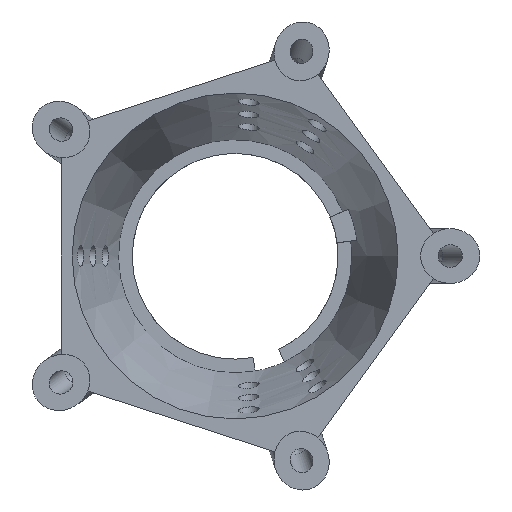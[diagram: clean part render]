
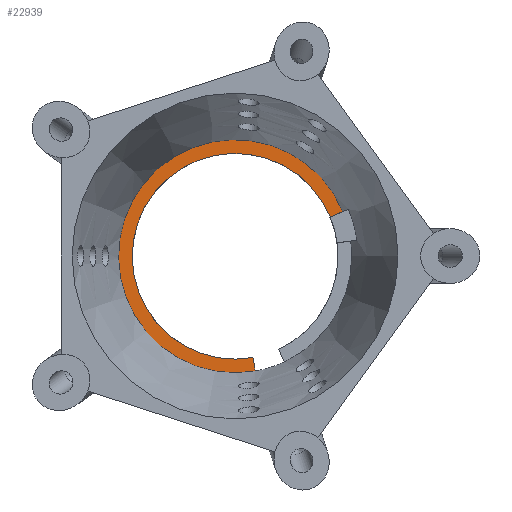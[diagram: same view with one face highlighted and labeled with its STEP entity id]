
A CAD part, top view. The second image highlights one B-rep face of the part: STEP entity #22939.
In plain terms, the highlighted planar face has unit normal (0, 0, 1).
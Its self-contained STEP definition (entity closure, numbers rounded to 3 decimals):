
#192 = PLANE('',#193);
#193 = AXIS2_PLACEMENT_3D('',#194,#195,#196);
#194 = CARTESIAN_POINT('',(2.952,-16.742,0.));
#195 = DIRECTION('',(-0.985,-0.174,0.));
#196 = DIRECTION('',(-0.174,0.985,0.));
#225 = CYLINDRICAL_SURFACE('',#226,15.);
#226 = AXIS2_PLACEMENT_3D('',#227,#228,#229);
#227 = CARTESIAN_POINT('',(0.,0.,0.));
#228 = DIRECTION('',(0.,0.,-1.));
#229 = DIRECTION('',(1.,0.,0.));
#16141 = VERTEX_POINT('',#16142);
#16142 = CARTESIAN_POINT('',(2.952,-16.742,2.5));
#16163 = EDGE_CURVE('',#16164,#16141,#16166,.T.);
#16164 = VERTEX_POINT('',#16165);
#16165 = CARTESIAN_POINT('',(2.605,-14.772,2.5));
#16166 = SURFACE_CURVE('',#16167,(#16171,#16177),.PCURVE_S1.);
#16167 = LINE('',#16168,#16169);
#16168 = CARTESIAN_POINT('',(1.476,-8.371,2.5));
#16169 = VECTOR('',#16170,1.);
#16170 = DIRECTION('',(0.174,-0.985,0.));
#16171 = PCURVE('',#192,#16172);
#16172 = DEFINITIONAL_REPRESENTATION('',(#16173),#16176);
#16173 = B_SPLINE_CURVE_WITH_KNOTS('',1,(#16174,#16175),.UNSPECIFIED.,
  .F.,.F.,(2,2),(6.3,8.7),.PIECEWISE_BEZIER_KNOTS.);
#16174 = CARTESIAN_POINT('',(2.2,-2.5));
#16175 = CARTESIAN_POINT('',(-0.2,-2.5));
#16176 = ( GEOMETRIC_REPRESENTATION_CONTEXT(2) 
PARAMETRIC_REPRESENTATION_CONTEXT() REPRESENTATION_CONTEXT('2D SPACE',''
  ) );
#16177 = PCURVE('',#16178,#16183);
#16178 = PLANE('',#16179);
#16179 = AXIS2_PLACEMENT_3D('',#16180,#16181,#16182);
#16180 = CARTESIAN_POINT('',(0.,0.,2.5));
#16181 = DIRECTION('',(0.,0.,1.));
#16182 = DIRECTION('',(1.,0.,0.));
#16183 = DEFINITIONAL_REPRESENTATION('',(#16184),#16187);
#16184 = B_SPLINE_CURVE_WITH_KNOTS('',1,(#16185,#16186),.UNSPECIFIED.,
  .F.,.F.,(2,2),(6.3,8.7),.PIECEWISE_BEZIER_KNOTS.);
#16185 = CARTESIAN_POINT('',(2.57,-14.575));
#16186 = CARTESIAN_POINT('',(2.987,-16.939));
#16187 = ( GEOMETRIC_REPRESENTATION_CONTEXT(2) 
PARAMETRIC_REPRESENTATION_CONTEXT() REPRESENTATION_CONTEXT('2D SPACE',''
  ) );
#16252 = CONICAL_SURFACE('',#16253,17.,0.291);
#16253 = AXIS2_PLACEMENT_3D('',#16254,#16255,#16256);
#16254 = CARTESIAN_POINT('',(0.,0.,2.5));
#16255 = DIRECTION('',(0.,0.,1.));
#16256 = DIRECTION('',(1.,0.,0.));
#16322 = EDGE_CURVE('',#16164,#16323,#16325,.T.);
#16323 = VERTEX_POINT('',#16324);
#16324 = CARTESIAN_POINT('',(13.858,5.74,2.5));
#16325 = SURFACE_CURVE('',#16326,(#16331,#16338),.PCURVE_S1.);
#16326 = CIRCLE('',#16327,15.);
#16327 = AXIS2_PLACEMENT_3D('',#16328,#16329,#16330);
#16328 = CARTESIAN_POINT('',(0.,0.,2.5));
#16329 = DIRECTION('',(0.,0.,-1.));
#16330 = DIRECTION('',(1.,0.,0.));
#16331 = PCURVE('',#225,#16332);
#16332 = DEFINITIONAL_REPRESENTATION('',(#16333),#16337);
#16333 = LINE('',#16334,#16335);
#16334 = CARTESIAN_POINT('',(0.,-2.5));
#16335 = VECTOR('',#16336,1.);
#16336 = DIRECTION('',(1.,0.));
#16337 = ( GEOMETRIC_REPRESENTATION_CONTEXT(2) 
PARAMETRIC_REPRESENTATION_CONTEXT() REPRESENTATION_CONTEXT('2D SPACE',''
  ) );
#16338 = PCURVE('',#16178,#16339);
#16339 = DEFINITIONAL_REPRESENTATION('',(#16340),#16348);
#16340 = ( BOUNDED_CURVE() B_SPLINE_CURVE(2,(#16341,#16342,#16343,#16344
    ,#16345,#16346,#16347),.UNSPECIFIED.,.T.,.F.) 
B_SPLINE_CURVE_WITH_KNOTS((1,2,2,2,2,1),(-2.094,0.,
    2.094,4.189,6.283,8.378),
.UNSPECIFIED.) CURVE() GEOMETRIC_REPRESENTATION_ITEM() 
RATIONAL_B_SPLINE_CURVE((1.,0.5,1.,0.5,1.,0.5,1.)) REPRESENTATION_ITEM(
  '') );
#16341 = CARTESIAN_POINT('',(15.,0.));
#16342 = CARTESIAN_POINT('',(15.,-25.981));
#16343 = CARTESIAN_POINT('',(-7.5,-12.99));
#16344 = CARTESIAN_POINT('',(-30.,0.));
#16345 = CARTESIAN_POINT('',(-7.5,12.99));
#16346 = CARTESIAN_POINT('',(15.,25.981));
#16347 = CARTESIAN_POINT('',(15.,0.));
#16348 = ( GEOMETRIC_REPRESENTATION_CONTEXT(2) 
PARAMETRIC_REPRESENTATION_CONTEXT() REPRESENTATION_CONTEXT('2D SPACE',''
  ) );
#22939 = ADVANCED_FACE('',(#22940),#16178,.T.);
#22940 = FACE_BOUND('',#22941,.T.);
#22941 = EDGE_LOOP('',(#22942,#22970,#22992,#22993));
#22942 = ORIENTED_EDGE('',*,*,#22943,.T.);
#22943 = EDGE_CURVE('',#16323,#22944,#22946,.T.);
#22944 = VERTEX_POINT('',#22945);
#22945 = CARTESIAN_POINT('',(15.706,6.506,2.5));
#22946 = SURFACE_CURVE('',#22947,(#22951,#22958),.PCURVE_S1.);
#22947 = LINE('',#22948,#22949);
#22948 = CARTESIAN_POINT('',(13.858,5.74,2.5));
#22949 = VECTOR('',#22950,1.);
#22950 = DIRECTION('',(0.924,0.383,0.));
#22951 = PCURVE('',#16178,#22952);
#22952 = DEFINITIONAL_REPRESENTATION('',(#22953),#22957);
#22953 = LINE('',#22954,#22955);
#22954 = CARTESIAN_POINT('',(13.858,5.74));
#22955 = VECTOR('',#22956,1.);
#22956 = DIRECTION('',(0.924,0.383));
#22957 = ( GEOMETRIC_REPRESENTATION_CONTEXT(2) 
PARAMETRIC_REPRESENTATION_CONTEXT() REPRESENTATION_CONTEXT('2D SPACE',''
  ) );
#22958 = PCURVE('',#22959,#22964);
#22959 = PLANE('',#22960);
#22960 = AXIS2_PLACEMENT_3D('',#22961,#22962,#22963);
#22961 = CARTESIAN_POINT('',(13.858,5.74,2.5));
#22962 = DIRECTION('',(-0.383,0.924,0.));
#22963 = DIRECTION('',(0.924,0.383,0.));
#22964 = DEFINITIONAL_REPRESENTATION('',(#22965),#22969);
#22965 = LINE('',#22966,#22967);
#22966 = CARTESIAN_POINT('',(0.,0.));
#22967 = VECTOR('',#22968,1.);
#22968 = DIRECTION('',(1.,0.));
#22969 = ( GEOMETRIC_REPRESENTATION_CONTEXT(2) 
PARAMETRIC_REPRESENTATION_CONTEXT() REPRESENTATION_CONTEXT('2D SPACE',''
  ) );
#22970 = ORIENTED_EDGE('',*,*,#22971,.T.);
#22971 = EDGE_CURVE('',#22944,#16141,#22972,.T.);
#22972 = SURFACE_CURVE('',#22973,(#22978,#22985),.PCURVE_S1.);
#22973 = CIRCLE('',#22974,17.);
#22974 = AXIS2_PLACEMENT_3D('',#22975,#22976,#22977);
#22975 = CARTESIAN_POINT('',(0.,0.,2.5));
#22976 = DIRECTION('',(0.,0.,1.));
#22977 = DIRECTION('',(1.,0.,0.));
#22978 = PCURVE('',#16178,#22979);
#22979 = DEFINITIONAL_REPRESENTATION('',(#22980),#22984);
#22980 = CIRCLE('',#22981,17.);
#22981 = AXIS2_PLACEMENT_2D('',#22982,#22983);
#22982 = CARTESIAN_POINT('',(0.,0.));
#22983 = DIRECTION('',(1.,0.));
#22984 = ( GEOMETRIC_REPRESENTATION_CONTEXT(2) 
PARAMETRIC_REPRESENTATION_CONTEXT() REPRESENTATION_CONTEXT('2D SPACE',''
  ) );
#22985 = PCURVE('',#16252,#22986);
#22986 = DEFINITIONAL_REPRESENTATION('',(#22987),#22991);
#22987 = LINE('',#22988,#22989);
#22988 = CARTESIAN_POINT('',(0.,0.));
#22989 = VECTOR('',#22990,1.);
#22990 = DIRECTION('',(1.,0.));
#22991 = ( GEOMETRIC_REPRESENTATION_CONTEXT(2) 
PARAMETRIC_REPRESENTATION_CONTEXT() REPRESENTATION_CONTEXT('2D SPACE',''
  ) );
#22992 = ORIENTED_EDGE('',*,*,#16163,.F.);
#22993 = ORIENTED_EDGE('',*,*,#16322,.T.);
